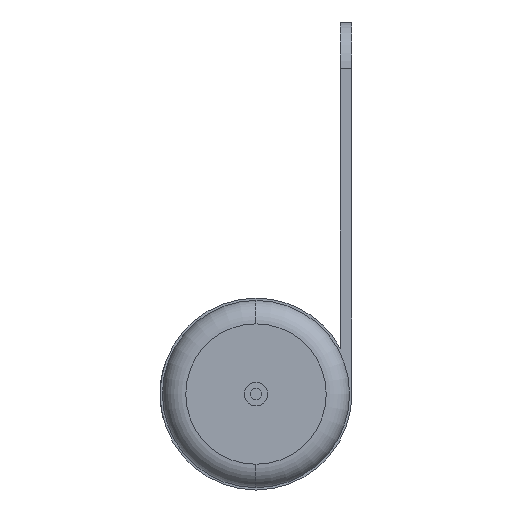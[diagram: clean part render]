
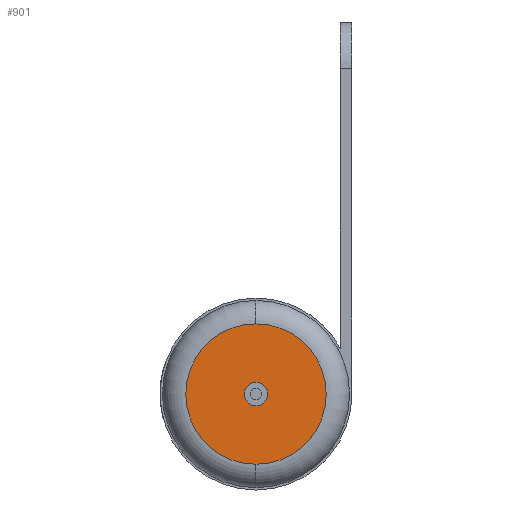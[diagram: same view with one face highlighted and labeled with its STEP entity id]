
A CAD part, left-side view. The second image highlights one B-rep face of the part: STEP entity #901.
In plain terms, the highlighted planar face has unit normal (-1, 0, 0).
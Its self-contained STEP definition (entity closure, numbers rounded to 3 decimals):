
#14 = EDGE_LOOP ( 'NONE', ( #2650, #1613 ) ) ;
#312 = ORIENTED_EDGE ( 'NONE', *, *, #3290, .T. ) ;
#316 = FACE_OUTER_BOUND ( 'NONE', #2428, .T. ) ;
#346 = DIRECTION ( 'NONE',  ( -1., 0., 0. ) ) ;
#743 = VERTEX_POINT ( 'NONE', #2838 ) ;
#819 = EDGE_CURVE ( 'NONE', #2023, #2938, #3359, .T. ) ;
#886 = DIRECTION ( 'NONE',  ( -1., 0., 0. ) ) ;
#901 = ADVANCED_FACE ( 'NONE', ( #316, #995 ), #1147, .T. ) ;
#918 = AXIS2_PLACEMENT_3D ( 'NONE', #932, #886, #2218 ) ;
#932 = CARTESIAN_POINT ( 'NONE',  ( -10.5, 0., 0. ) ) ;
#995 = FACE_BOUND ( 'NONE', #14, .T. ) ;
#1014 = DIRECTION ( 'NONE',  ( -1., 0., 0. ) ) ;
#1058 = CARTESIAN_POINT ( 'NONE',  ( -10.5, 0., 0. ) ) ;
#1114 = CIRCLE ( 'NONE', #3158, 0.5 ) ;
#1147 = PLANE ( 'NONE',  #2635 ) ;
#1209 = CIRCLE ( 'NONE', #918, 0.5 ) ;
#1251 = EDGE_CURVE ( 'NONE', #743, #1653, #1209, .T. ) ;
#1259 = CARTESIAN_POINT ( 'NONE',  ( -10.5, 0., 3. ) ) ;
#1294 = AXIS2_PLACEMENT_3D ( 'NONE', #2591, #1772, #2088 ) ;
#1418 = CARTESIAN_POINT ( 'NONE',  ( -10.5, 0., 0. ) ) ;
#1553 = EDGE_CURVE ( 'NONE', #1653, #743, #1114, .T. ) ;
#1613 = ORIENTED_EDGE ( 'NONE', *, *, #1553, .F. ) ;
#1650 = CIRCLE ( 'NONE', #2033, 3. ) ;
#1653 = VERTEX_POINT ( 'NONE', #2475 ) ;
#1757 = CARTESIAN_POINT ( 'NONE',  ( -10.5, 0., -3. ) ) ;
#1772 = DIRECTION ( 'NONE',  ( -1., 0., 0. ) ) ;
#1813 = DIRECTION ( 'NONE',  ( 0., 0., 1. ) ) ;
#2023 = VERTEX_POINT ( 'NONE', #1757 ) ;
#2033 = AXIS2_PLACEMENT_3D ( 'NONE', #3374, #1014, #1813 ) ;
#2088 = DIRECTION ( 'NONE',  ( 0., 0., 1. ) ) ;
#2218 = DIRECTION ( 'NONE',  ( 0., 0., 1. ) ) ;
#2234 = DIRECTION ( 'NONE',  ( 0., 0., -1. ) ) ;
#2407 = DIRECTION ( 'NONE',  ( 0., 0., 1. ) ) ;
#2428 = EDGE_LOOP ( 'NONE', ( #312, #3395 ) ) ;
#2475 = CARTESIAN_POINT ( 'NONE',  ( -10.5, 0., 0.5 ) ) ;
#2591 = CARTESIAN_POINT ( 'NONE',  ( -10.5, 0., 0. ) ) ;
#2635 = AXIS2_PLACEMENT_3D ( 'NONE', #1418, #346, #2234 ) ;
#2650 = ORIENTED_EDGE ( 'NONE', *, *, #1251, .F. ) ;
#2838 = CARTESIAN_POINT ( 'NONE',  ( -10.5, 0., -0.5 ) ) ;
#2913 = DIRECTION ( 'NONE',  ( -1., 0., 0. ) ) ;
#2938 = VERTEX_POINT ( 'NONE', #1259 ) ;
#3158 = AXIS2_PLACEMENT_3D ( 'NONE', #1058, #2913, #2407 ) ;
#3290 = EDGE_CURVE ( 'NONE', #2938, #2023, #1650, .T. ) ;
#3359 = CIRCLE ( 'NONE', #1294, 3. ) ;
#3374 = CARTESIAN_POINT ( 'NONE',  ( -10.5, 0., 0. ) ) ;
#3395 = ORIENTED_EDGE ( 'NONE', *, *, #819, .T. ) ;
